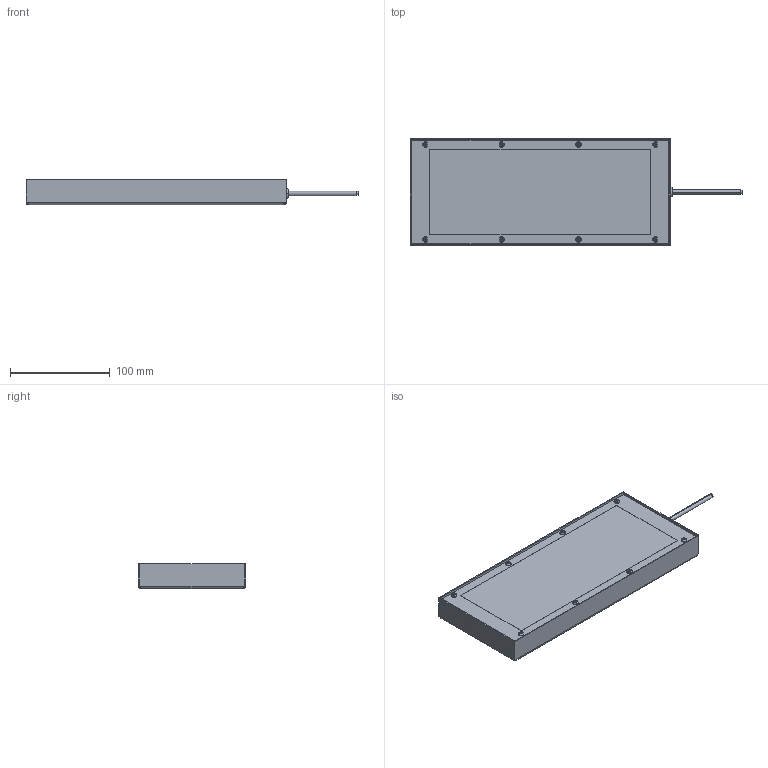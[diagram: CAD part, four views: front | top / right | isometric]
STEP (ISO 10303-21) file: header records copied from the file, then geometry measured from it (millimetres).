
FILE_DESCRIPTION((''),'2;1');
FILE_NAME('192824_ASM','2016-03-17T',('PDMAdmin'),(''),'PRO/ENGINEER BY PARAMETRIC TECHNOLOGY CORPORATION, 2013230','PRO/ENGINEER BY PARAMETRIC TECHNOLOGY CORPORATION, 2013230','');
FILE_SCHEMA(('CONFIG_CONTROL_DESIGN'));
Length unit declared in the file: inch
Products named in the file (492): 118686_AF1; PEM_STUD_4-40-8_AF0; PEM_STUD_4-40-8_AF1; PEM_STUD_4-40-8_AF2; PEM_STUD_4-40-8_AF3; PEM_STUD_4-40-8_AF4; PEM_STUD_4-40-8_AF5; PEM_STUD_4-40-8_AF6; PEM_STUD_4-40-8_AF7; PEM_STUD_B-M4-1_AF0; PEM_STUD_B-M4-1_AF1; PEM_STUD_B-M4-1_AF2; PEM_STUD_B-M4-1_AF3; 118686_AF0_ASM; 61384; 116946; 56880_AF0; 56880_AF1; 56880_AF2; 56880_AF3; 56880_AF4; 56880_AF5; 56880_AF6; 56880_AF7; 117969_AF1; SMLED9_AF0; SOT223_AF0; SMLED9_AF1; SMLED9_AF2; SMLED9_AF3; SMLED9_AF4; 0603_AF0; SMLED9_AF5; SMLED9_AF6; SMLED9_AF7; SMLED9_AF8; SMLED9_AF9; SO14_AF0; SMLED9_AF10; SMLED9_AF11 ...
Assembly tree (491 placements, depth 5):
  192824_ASM
    73271_AF0_ASM
      118686_AF0_ASM
        118686_AF1
        PEM_STUD_4-40-8_AF0
        PEM_STUD_4-40-8_AF1
        PEM_STUD_4-40-8_AF2
        PEM_STUD_4-40-8_AF3
        PEM_STUD_4-40-8_AF4
        PEM_STUD_4-40-8_AF5
        PEM_STUD_4-40-8_AF6
        PEM_STUD_4-40-8_AF7
        PEM_STUD_B-M4-1_AF0
        PEM_STUD_B-M4-1_AF1
        PEM_STUD_B-M4-1_AF2
        PEM_STUD_B-M4-1_AF3
      61384
      116946
      56880_AF0
      56880_AF1
      56880_AF2
      56880_AF3
      56880_AF4
      56880_AF5
      56880_AF6
      56880_AF7
      117969_AF0_ASM
        117969_AF1
        SMLED9_AF0
        SOT223_AF0
        SMLED9_AF1
        SMLED9_AF2
        SMLED9_AF3
        SMLED9_AF4
        0603_AF0
        SMLED9_AF5
        SMLED9_AF6
        SMLED9_AF7
        SMLED9_AF8
        SMLED9_AF9
        SO14_AF0
        SMLED9_AF10
        SMLED9_AF11
        SMLED9_AF12
        0805_AF0
        SMLED9_AF13
        SMLED9_AF14
        SMLED9_AF15
        SOT223_AF1
        SMLED9_AF16
        SMLED9_AF17
        SMLED9_AF18
        SOT23_AF0
        1206_AF0
        SMLED9_AF19
        0603_AF1
        SOT223_AF2
        SOT223_AF3
        SMLED9_AF20
        1206_AF1
Bounding box: 332.51 x 107.59 x 25.27 mm (x, y, z)
Volume: 96370.6 mm3; surface area: 150965.6 mm2
Topology: 25 solids, 29 shells, 467 faces, 1038 edges, 672 vertices
Faces by surface type: plane 249, cylinder 162, torus 20, cone 20, bspline 16
Entity records: 27468 total; most frequent: DIRECTION 5340, CARTESIAN_POINT 4129, AXIS2_PLACEMENT_3D 2379, ORIENTED_EDGE 2060, EDGE_CURVE 1038, PRODUCT_DEFINITION_SHAPE 983, DIMENSIONAL_EXPONENTS 966, VERTEX_POINT 672
